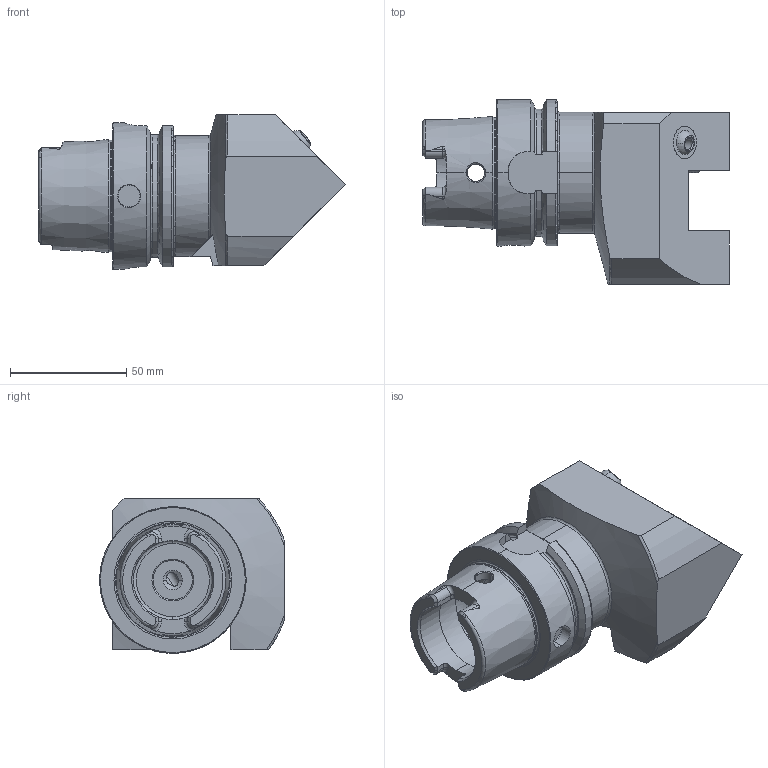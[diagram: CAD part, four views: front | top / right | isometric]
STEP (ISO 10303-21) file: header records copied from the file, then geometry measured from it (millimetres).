
FILE_DESCRIPTION (( 'STEP AP214' ), '1' );
FILE_NAME ('HA6.V25.R12.100.STEP', '2020-09-17T05:54:04', ( '' ), ( '' ), 'SwSTEP 2.0', 'SolidWorks 2017', '' );
FILE_SCHEMA (( 'AUTOMOTIVE_DESIGN' ));
Length unit declared in the file: millimetre
Products named in the file (6): HA6.V25.R12.100; HA6-V25.R12.100_C; ISO 4026 - M12 x 25; KU1-U14.001.012_1; KU1-U14.001.012; KU1-U14.001.012_2
Assembly tree (6 placements, depth 3):
  HA6.V25.R12.100
    HA6-V25.R12.100_C
    ISO 4026 - M12 x 25  x2
    KU1-U14.001.012
      KU1-U14.001.012_1
      KU1-U14.001.012_2
Bounding box: 131.9 x 79.5 x 66.5 mm (x, y, z)
Volume: 264809.2 mm3; surface area: 48163.8 mm2
Topology: 5 solids, 5 shells, 236 faces, 613 edges, 385 vertices
Faces by surface type: plane 80, cylinder 65, cone 48, torus 35, bspline 4, sphere 4
Entity records: 9508 total; most frequent: CARTESIAN_POINT 2734, ORIENTED_EDGE 1142, DIRECTION 1089, EDGE_CURVE 571, AXIS2_PLACEMENT_3D 439, VERTEX_POINT 359, EDGE_LOOP 236, ADVANCED_FACE 221
